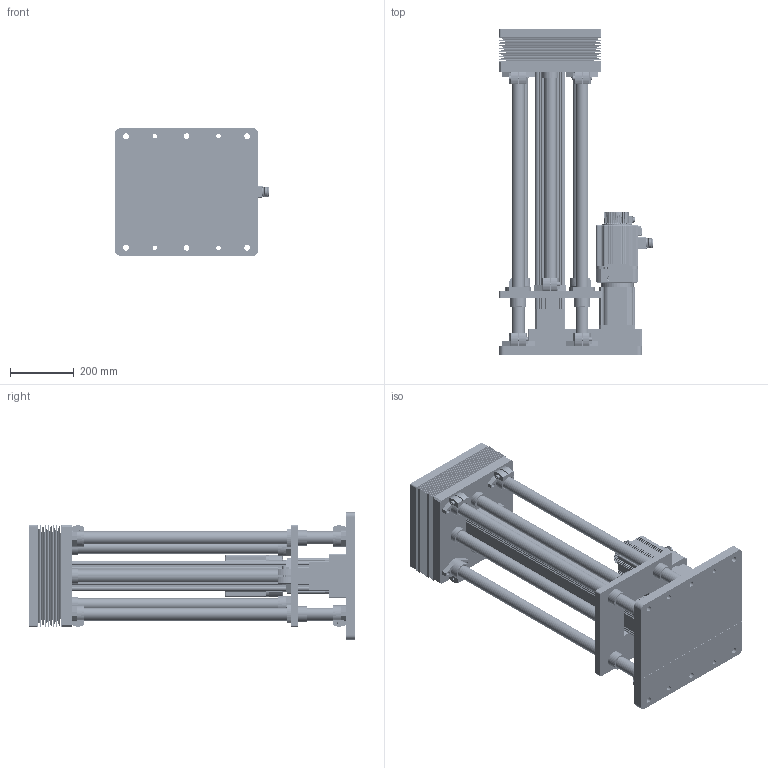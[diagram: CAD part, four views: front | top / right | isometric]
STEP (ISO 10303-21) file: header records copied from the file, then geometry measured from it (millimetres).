
FILE_DESCRIPTION (( 'STEP AP203' ), '1' );
FILE_NAME ('240708-AP-95缸折叠600行程装配体.STEP', '2025-02-07T02:21:21', ( '微软用户' ), ( '微软中国' ), 'SwSTEP 2.0', 'SolidWorks 2022', '' );
FILE_SCHEMA (( 'CONFIG_CONTROL_DESIGN' ));
Length unit declared in the file: millimetre
Products named in the file (33): 复件 V7E-M13D-1R315-□2.STEP^复件 V7E-M13D-1R315-□2_240708-AP-95缸折叠500行程装配体; 复件 SHHSA-40_base^SHHSA-40; 复件 95缸导向杆^240708-AP-95缸折叠500行程装配体; 复件 SHHSA_SCA-M8-L40^SHHSA-40; 复件 PGH115-L2-22-110-145-M8-A32^240708-AP-95缸折叠500行程装配体; 复件 95缸行程500折叠底板带导柱安装^240708-AP-95缸折叠500行程装配体; 复件 ______ M3X30.STEP^复件 V7E-M13D-1R315-□2.STEP_复件 V7E-M13D-1R315-□2_240708-AP-95缸折叠500行程装配体; 复件 V7E-M13D-1R315-□2^240708-AP-95缸折叠500行程装配体; SHHSA-40; 240708-AP-95缸折叠600行程装配体; 复件 ______ M3X8.STEP^复件 V7E-M13D-1R315-□2.STEP_复件 V7E-M13D-1R315-□2_240708-AP-95缸折叠500行程装配体; 复件 SC________200908_9__.STEP^复件 V7E-M13D-1R315-□2.STEP_复件 V7E-M13D-1R315-□2_240708-AP-95缸折叠500行程装配体; 复件 130________200917.STEP^复件 V7-130#____________________.STEP_复件 V7E-M13D-1R315-□2.STEP_复件 V7E-M13D-1R315-□2_240708-AP-95缸折叠500行程装配体; 复件 SC______200903-4______.STEP^复件 V7E-M13D-1R315-□2.STEP_复件 V7E-M13D-1R315-□2_240708-AP-95缸折叠500行程装配体; 复件 SC________ 16M-9H.STEP^复件 V7E-M13D-1R315-□2.STEP_复件 V7E-M13D-1R315-□2_240708-AP-95缸折叠500行程装配体; 复件 铜套内孔D40-60^240708-AP-95缸折叠500行程装配体; 复件 ________ M2X8.STEP^复件 V7E-M13D-1R315-□2.STEP_复件 V7E-M13D-1R315-□2_240708-AP-95缸折叠500行程装配体; 复件 零件52^240708-AP-95缸折叠500行程装配体; 复件 底板^240708-AP-95缸折叠500行程装配体; 复件 ______ M3X10.STEP^复件 V7E-M13D-1R315-□2.STEP_复件 V7E-M13D-1R315-□2_240708-AP-95缸折叠500行程装配体; 复件 __________200909.STEP^复件 V7E-M13D-1R315-□2.STEP_复件 V7E-M13D-1R315-□2_240708-AP-95缸折叠500行程装配体; 复件 ____200901.STEP^复件 V7E-M13D-1R315-□2.STEP_复件 V7E-M13D-1R315-□2_240708-AP-95缸折叠500行程装配体; 复件 __200907.STEP^复件 V7-130#____________________-1.STEP_复件 V7E-M13D-1R315-□2.STEP_复件 V7E-M13D-1R315-□2_240708-AP-95缸折叠500行程装配体; 复件 SC________ MS3102A20-18P.STEP^复件 V7E-M13D-1R315-□2.STEP_复件 V7E-M13D-1R315-□2_240708-AP-95缸折叠500行程装配体; 复件 V7-130#____________________-1.STEP^复件 V7E-M13D-1R315-□2.STEP_复件 V7E-M13D-1R315-□2_240708-AP-95缸折叠500行程装配体; 复件 ____ D00B999YF7-TC 30-42-7.STEP^复件 V7E-M13D-1R315-□2.STEP_复件 V7E-M13D-1R315-□2_240708-AP-95缸折叠500行程装配体; 复件 V7-130#____________________.STEP^复件 V7E-M13D-1R315-□2.STEP_复件 V7E-M13D-1R315-□2_240708-AP-95缸折叠500行程装配体; 零件22^240708-AP-95缸折叠500行程装配体; 复件 __________200912.STEP^复件 V7E-M13D-1R315-□2.STEP_复件 V7E-M13D-1R315-□2_240708-AP-95缸折叠500行程装配体; 复件 130________200902.STEP^复件 130________200917.STEP_复件 V7-130#____________________.STEP_复件 V7E-M13D-1R315-□2.STEP_复件 V7E-M13D-1R315-□2_240708-AP-95缸折叠500行程装配体; 零件21^240708-AP-95缸折叠500行程装配体; 复件 ____1^复件 V7E-M13D-1R315-□2.STEP_复件 V7E-M13D-1R315-□2_240708-AP-95缸折叠500行程装配体; 复件 ______ M6X20.STEP^复件 V7-130#____________________.STEP_复件 V7E-M13D-1R315-□2.STEP_复件 V7E-M13D-1R315-□2_240708-AP-95缸折叠500行程装配体
Assembly tree (75 placements, depth 6):
  240708-AP-95缸折叠600行程装配体
    复件 95缸行程500折叠底板带导柱安装^240708-AP-95缸折叠500行程装配体
    复件 V7E-M13D-1R315-□2^240708-AP-95缸折叠500行程装配体
      复件 V7E-M13D-1R315-□2.STEP^复件 V7E-M13D-1R315-□2_240708-AP-95缸折叠500行程装配体
        复件 V7-130#____________________.STEP^复件 V7E-M13D-1R315-□2.STEP_复件 V7E-M13D-1R315-□2_240708-AP-95缸折叠500行程装配体
          复件 130________200917.STEP^复件 V7-130#____________________.STEP_复件 V7E-M13D-1R315-□2.STEP_复件 V7E-M13D-1R315-□2_240708-AP-95缸折叠500行程装配体
            复件 130________200902.STEP^复件 130________200917.STEP_复件 V7-130#____________________.STEP_复件 V7E-M13D-1R315-□2.STEP_复件 V7E-M13D-1R315-□2_240708-AP-95缸折叠500行程装配体
          复件 ______ M6X20.STEP^复件 V7-130#____________________.STEP_复件 V7E-M13D-1R315-□2.STEP_复件 V7E-M13D-1R315-□2_240708-AP-95缸折叠500行程装配体  x4
        复件 V7-130#____________________-1.STEP^复件 V7E-M13D-1R315-□2.STEP_复件 V7E-M13D-1R315-□2_240708-AP-95缸折叠500行程装配体
          复件 __200907.STEP^复件 V7-130#____________________-1.STEP_复件 V7E-M13D-1R315-□2.STEP_复件 V7E-M13D-1R315-□2_240708-AP-95缸折叠500行程装配体
        复件 SC________ 16M-9H.STEP^复件 V7E-M13D-1R315-□2.STEP_复件 V7E-M13D-1R315-□2_240708-AP-95缸折叠500行程装配体
        复件 SC________200908_9__.STEP^复件 V7E-M13D-1R315-□2.STEP_复件 V7E-M13D-1R315-□2_240708-AP-95缸折叠500行程装配体
        复件 ______ M3X10.STEP^复件 V7E-M13D-1R315-□2.STEP_复件 V7E-M13D-1R315-□2_240708-AP-95缸折叠500行程装配体  x4
        复件 ________ M2X8.STEP^复件 V7E-M13D-1R315-□2.STEP_复件 V7E-M13D-1R315-□2_240708-AP-95缸折叠500行程装配体  x4
        复件 ____ D00B999YF7-TC 30-42-7.STEP^复件 V7E-M13D-1R315-□2.STEP_复件 V7E-M13D-1R315-□2_240708-AP-95缸折叠500行程装配体
        复件 ____1^复件 V7E-M13D-1R315-□2.STEP_复件 V7E-M13D-1R315-□2_240708-AP-95缸折叠500行程装配体
        复件 ____200901.STEP^复件 V7E-M13D-1R315-□2.STEP_复件 V7E-M13D-1R315-□2_240708-AP-95缸折叠500行程装配体
        复件 __________200909.STEP^复件 V7E-M13D-1R315-□2.STEP_复件 V7E-M13D-1R315-□2_240708-AP-95缸折叠500行程装配体
        复件 SC______200903-4______.STEP^复件 V7E-M13D-1R315-□2.STEP_复件 V7E-M13D-1R315-□2_240708-AP-95缸折叠500行程装配体
        复件 SC________ MS3102A20-18P.STEP^复件 V7E-M13D-1R315-□2.STEP_复件 V7E-M13D-1R315-□2_240708-AP-95缸折叠500行程装配体
        复件 __________200912.STEP^复件 V7E-M13D-1R315-□2.STEP_复件 V7E-M13D-1R315-□2_240708-AP-95缸折叠500行程装配体
        复件 ______ M3X8.STEP^复件 V7E-M13D-1R315-□2.STEP_复件 V7E-M13D-1R315-□2_240708-AP-95缸折叠500行程装配体  x4
        复件 ______ M3X30.STEP^复件 V7E-M13D-1R315-□2.STEP_复件 V7E-M13D-1R315-□2_240708-AP-95缸折叠500行程装配体  x4
    复件 铜套内孔D40-60^240708-AP-95缸折叠500行程装配体  x8
    复件 95缸导向杆^240708-AP-95缸折叠500行程装配体  x4
    复件 PGH115-L2-22-110-145-M8-A32^240708-AP-95缸折叠500行程装配体
    复件 底板^240708-AP-95缸折叠500行程装配体
    复件 零件52^240708-AP-95缸折叠500行程装配体
    零件21^240708-AP-95缸折叠500行程装配体
    SHHSA-40  x16
      复件 SHHSA-40_base^SHHSA-40
      复件 SHHSA_SCA-M8-L40^SHHSA-40
    零件22^240708-AP-95缸折叠500行程装配体  x4
Bounding box: 481.8 x 1025 x 400 mm (x, y, z)
Volume: 33443871.8 mm3; surface area: 4984494.4 mm2
Topology: 105 solids, 106 shells, 5589 faces, 13593 edges, 8208 vertices
Faces by surface type: cylinder 2210, plane 1864, bspline 880, cone 543, torus 84, sphere 8
Entity records: 155530 total; most frequent: CARTESIAN_POINT 61399, ORIENTED_EDGE 19068, DIRECTION 18278, EDGE_CURVE 9534, AXIS2_PLACEMENT_3D 7011, VERTEX_POINT 5755, EDGE_LOOP 4431, LINE 4256
